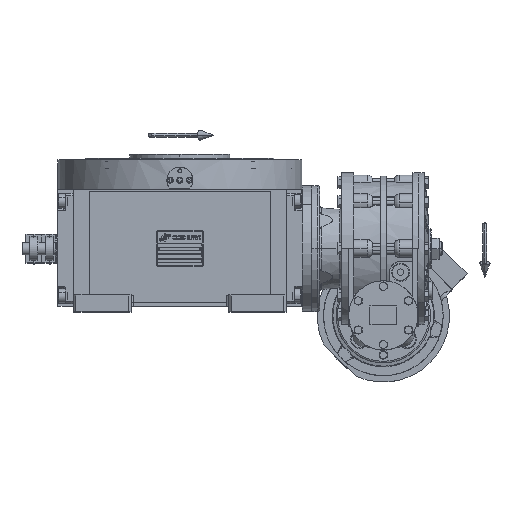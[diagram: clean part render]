
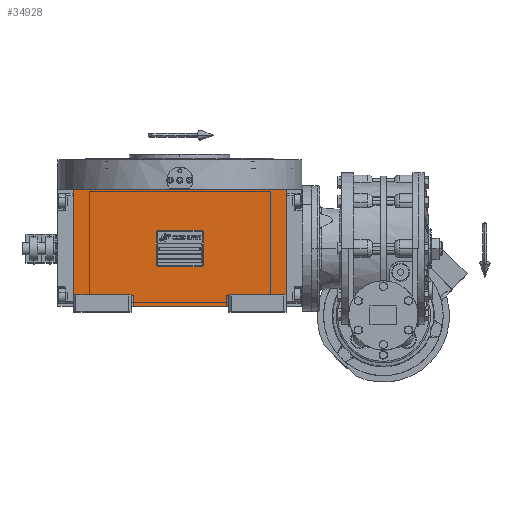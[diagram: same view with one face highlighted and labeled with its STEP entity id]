
A CAD part, top view. The second image highlights one B-rep face of the part: STEP entity #34928.
In plain terms, the highlighted planar face has unit normal (0, 0, 1).
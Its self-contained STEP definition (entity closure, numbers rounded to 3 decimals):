
#2771 = VECTOR ( 'NONE', #45039, 1000. ) ;
#3341 = VERTEX_POINT ( 'NONE', #91541 ) ;
#5159 = ORIENTED_EDGE ( 'NONE', *, *, #17651, .T. ) ;
#8534 = CARTESIAN_POINT ( 'NONE',  ( 135., -59., 226. ) ) ;
#11196 = VERTEX_POINT ( 'NONE', #101065 ) ;
#11210 = CARTESIAN_POINT ( 'NONE',  ( -135., -73., 226. ) ) ;
#11456 = CARTESIAN_POINT ( 'NONE',  ( -135., 75., 226. ) ) ;
#15167 = EDGE_CURVE ( 'NONE', #103799, #3341, #48576, .T. ) ;
#17651 = EDGE_CURVE ( 'NONE', #83048, #45361, #48163, .T. ) ;
#18474 = CARTESIAN_POINT ( 'NONE',  ( 59., -59., 226. ) ) ;
#18728 = CARTESIAN_POINT ( 'NONE',  ( -135., 75., 226. ) ) ;
#21551 = VERTEX_POINT ( 'NONE', #96494 ) ;
#23828 = ORIENTED_EDGE ( 'NONE', *, *, #98273, .F. ) ;
#26166 = VERTEX_POINT ( 'NONE', #11456 ) ;
#26247 = LINE ( 'NONE', #67186, #126741 ) ;
#26631 = VERTEX_POINT ( 'NONE', #44524 ) ;
#26807 = VECTOR ( 'NONE', #95910, 1000. ) ;
#28059 = EDGE_CURVE ( 'NONE', #11196, #26631, #26247, .T. ) ;
#28068 = DIRECTION ( 'NONE',  ( 0., 1., 0. ) ) ;
#34640 = EDGE_CURVE ( 'NONE', #103799, #26631, #39438, .T. ) ;
#34928 = ADVANCED_FACE ( 'NONE', ( #103890 ), #83065, .T. ) ;
#38117 = CARTESIAN_POINT ( 'NONE',  ( 135., -59., 226. ) ) ;
#39438 = LINE ( 'NONE', #119430, #2771 ) ;
#39496 = LINE ( 'NONE', #18728, #49247 ) ;
#39785 = DIRECTION ( 'NONE',  ( 0., -1., 0. ) ) ;
#44524 = CARTESIAN_POINT ( 'NONE',  ( -59., -59., 226. ) ) ;
#45039 = DIRECTION ( 'NONE',  ( 0., 1., 0. ) ) ;
#45361 = VERTEX_POINT ( 'NONE', #95556 ) ;
#45672 = VECTOR ( 'NONE', #39785, 1000. ) ;
#48163 = LINE ( 'NONE', #38117, #52994 ) ;
#48576 = LINE ( 'NONE', #97647, #121145 ) ;
#49006 = DIRECTION ( 'NONE',  ( 1., 0., 0. ) ) ;
#49247 = VECTOR ( 'NONE', #80480, 1000. ) ;
#52994 = VECTOR ( 'NONE', #28068, 1000. ) ;
#53676 = ORIENTED_EDGE ( 'NONE', *, *, #106304, .F. ) ;
#54192 = AXIS2_PLACEMENT_3D ( 'NONE', #11210, #93111, #124026 ) ;
#59904 = LINE ( 'NONE', #100934, #45672 ) ;
#67186 = CARTESIAN_POINT ( 'NONE',  ( -135., -59., 226. ) ) ;
#70540 = EDGE_CURVE ( 'NONE', #21551, #3341, #59904, .T. ) ;
#80480 = DIRECTION ( 'NONE',  ( 1., 0., 0. ) ) ;
#81724 = LINE ( 'NONE', #130808, #101560 ) ;
#83048 = VERTEX_POINT ( 'NONE', #8534 ) ;
#83065 = PLANE ( 'NONE',  #54192 ) ;
#88927 = EDGE_CURVE ( 'NONE', #21551, #83048, #97218, .T. ) ;
#89455 = CARTESIAN_POINT ( 'NONE',  ( -59., -73., 226. ) ) ;
#89870 = ORIENTED_EDGE ( 'NONE', *, *, #28059, .T. ) ;
#91541 = CARTESIAN_POINT ( 'NONE',  ( 59., -73., 226. ) ) ;
#93111 = DIRECTION ( 'NONE',  ( 0., 0., 1. ) ) ;
#93637 = ORIENTED_EDGE ( 'NONE', *, *, #34640, .F. ) ;
#94689 = ORIENTED_EDGE ( 'NONE', *, *, #88927, .T. ) ;
#95556 = CARTESIAN_POINT ( 'NONE',  ( 135., 75., 226. ) ) ;
#95910 = DIRECTION ( 'NONE',  ( 1., 0., 0. ) ) ;
#95913 = EDGE_LOOP ( 'NONE', ( #100741, #131858, #94689, #5159, #23828, #53676, #89870, #93637 ) ) ;
#96494 = CARTESIAN_POINT ( 'NONE',  ( 59., -59., 226. ) ) ;
#97218 = LINE ( 'NONE', #18474, #26807 ) ;
#97647 = CARTESIAN_POINT ( 'NONE',  ( -59., -73., 226. ) ) ;
#98273 = EDGE_CURVE ( 'NONE', #26166, #45361, #39496, .T. ) ;
#100741 = ORIENTED_EDGE ( 'NONE', *, *, #15167, .T. ) ;
#100934 = CARTESIAN_POINT ( 'NONE',  ( 59., -59., 226. ) ) ;
#101065 = CARTESIAN_POINT ( 'NONE',  ( -135., -59., 226. ) ) ;
#101560 = VECTOR ( 'NONE', #101918, 1000. ) ;
#101918 = DIRECTION ( 'NONE',  ( 0., 1., 0. ) ) ;
#103799 = VERTEX_POINT ( 'NONE', #89455 ) ;
#103890 = FACE_OUTER_BOUND ( 'NONE', #95913, .T. ) ;
#106304 = EDGE_CURVE ( 'NONE', #11196, #26166, #81724, .T. ) ;
#118474 = DIRECTION ( 'NONE',  ( 1., 0., 0. ) ) ;
#119430 = CARTESIAN_POINT ( 'NONE',  ( -59., -73., 226. ) ) ;
#121145 = VECTOR ( 'NONE', #118474, 1000. ) ;
#124026 = DIRECTION ( 'NONE',  ( 1., 0., 0. ) ) ;
#126741 = VECTOR ( 'NONE', #49006, 1000. ) ;
#130808 = CARTESIAN_POINT ( 'NONE',  ( -135., -59., 226. ) ) ;
#131858 = ORIENTED_EDGE ( 'NONE', *, *, #70540, .F. ) ;
